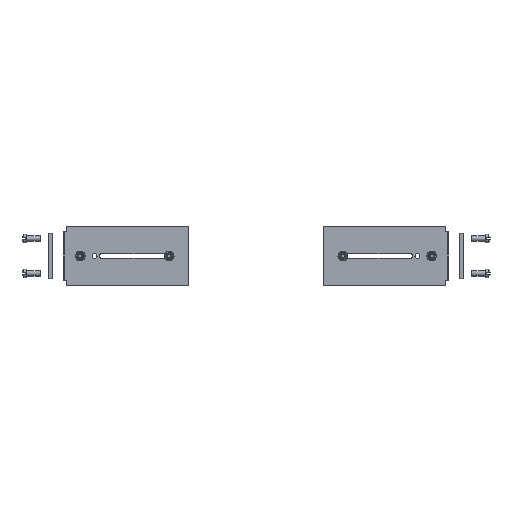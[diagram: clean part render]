
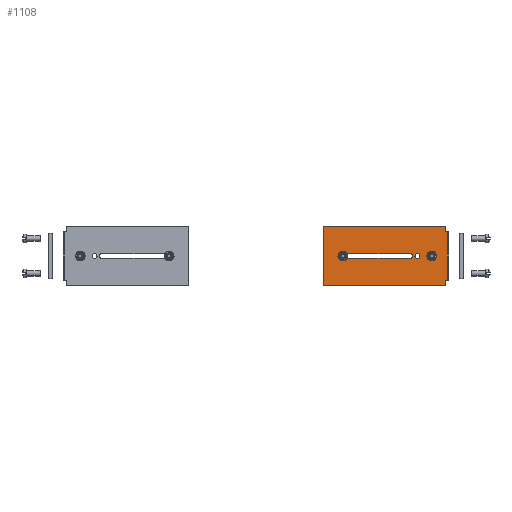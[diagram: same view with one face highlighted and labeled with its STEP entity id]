
A CAD part, front view. The second image highlights one B-rep face of the part: STEP entity #1108.
In plain terms, the highlighted face is planar.
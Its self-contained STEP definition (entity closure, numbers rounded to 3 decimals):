
#472=CARTESIAN_POINT('',(-95.05,1.45,-2.25));
#473=VERTEX_POINT('',#472);
#474=CARTESIAN_POINT('',(-33.75,1.45,-2.25));
#475=VERTEX_POINT('',#474);
#476=CARTESIAN_POINT('',(-95.05,1.45,-2.25));
#477=DIRECTION('',(1.0,0.0,0.0));
#478=VECTOR('',#477,61.3);
#479=LINE('',#476,#478);
#480=EDGE_CURVE('',#473,#475,#479,.T.);
#512=CARTESIAN_POINT('',(-33.75,1.45,2.25));
#513=VERTEX_POINT('',#512);
#514=CARTESIAN_POINT('',(-33.75,1.45,0.));
#515=DIRECTION('',(0.0,-1.0,0.0));
#516=DIRECTION('',(0.0,0.0,1.0));
#517=AXIS2_PLACEMENT_3D('',#514,#515,#516);
#518=CIRCLE('',#517,2.25);
#519=EDGE_CURVE('',#475,#513,#518,.T.);
#545=CARTESIAN_POINT('',(-95.05,1.45,2.25));
#546=VERTEX_POINT('',#545);
#547=CARTESIAN_POINT('',(-33.75,1.45,2.25));
#548=DIRECTION('',(-1.0,0.0,0.0));
#549=VECTOR('',#548,61.3);
#550=LINE('',#547,#549);
#551=EDGE_CURVE('',#513,#546,#550,.T.);
#576=CARTESIAN_POINT('',(-95.05,1.45,0.));
#577=DIRECTION('',(0.0,-1.0,0.0));
#578=DIRECTION('',(0.0,0.0,-1.0));
#579=AXIS2_PLACEMENT_3D('',#576,#577,#578);
#580=CIRCLE('',#579,2.25);
#581=EDGE_CURVE('',#546,#473,#580,.T.);
#600=CARTESIAN_POINT('',(-24.8,1.45,0.));
#601=VERTEX_POINT('',#600);
#602=CARTESIAN_POINT('',(-27.05,1.45,0.0));
#603=DIRECTION('',(0.0,-1.0,0.0));
#604=DIRECTION('',(-1.0,0.0,0.0));
#605=AXIS2_PLACEMENT_3D('',#602,#603,#604);
#606=CIRCLE('',#605,2.25);
#607=EDGE_CURVE('',#601,#601,#606,.T.);
#628=CARTESIAN_POINT('',(-11.8,1.45,0.));
#629=VERTEX_POINT('',#628);
#630=CARTESIAN_POINT('',(-14.05,1.45,0.));
#631=DIRECTION('',(0.0,-1.0,0.0));
#632=DIRECTION('',(-1.0,0.0,0.0));
#633=AXIS2_PLACEMENT_3D('',#630,#631,#632);
#634=CIRCLE('',#633,2.25);
#635=EDGE_CURVE('',#629,#629,#634,.T.);
#802=CARTESIAN_POINT('',(-1.55,1.45,-22.25));
#803=VERTEX_POINT('',#802);
#804=CARTESIAN_POINT('',(-1.55,1.45,-27.0));
#805=VERTEX_POINT('',#804);
#806=CARTESIAN_POINT('',(-1.55,1.45,-22.25));
#807=DIRECTION('',(0.0,0.0,-1.0));
#808=VECTOR('',#807,4.75);
#809=LINE('',#806,#808);
#810=EDGE_CURVE('',#803,#805,#809,.T.);
#835=CARTESIAN_POINT('',(0.0,1.45,-22.25));
#836=VERTEX_POINT('',#835);
#837=CARTESIAN_POINT('',(0.0,1.45,-22.25));
#838=DIRECTION('',(-1.0,0.0,0.0));
#839=VECTOR('',#838,1.55);
#840=LINE('',#837,#839);
#841=EDGE_CURVE('',#836,#803,#840,.T.);
#877=CARTESIAN_POINT('',(-113.15,1.45,-27.0));
#878=VERTEX_POINT('',#877);
#885=CARTESIAN_POINT('',(-1.55,1.45,-27.0));
#886=DIRECTION('',(-1.0,0.0,0.0));
#887=VECTOR('',#886,111.6);
#888=LINE('',#885,#887);
#889=EDGE_CURVE('',#805,#878,#888,.T.);
#1003=CARTESIAN_POINT('',(-1.55,1.45,27.0));
#1004=VERTEX_POINT('',#1003);
#1005=CARTESIAN_POINT('',(-1.55,1.45,22.25));
#1006=VERTEX_POINT('',#1005);
#1007=CARTESIAN_POINT('',(-1.55,1.45,27.0));
#1008=DIRECTION('',(0.0,0.0,-1.0));
#1009=VECTOR('',#1008,4.75);
#1010=LINE('',#1007,#1009);
#1011=EDGE_CURVE('',#1004,#1006,#1010,.T.);
#1036=CARTESIAN_POINT('',(0.0,1.45,22.25));
#1037=VERTEX_POINT('',#1036);
#1038=CARTESIAN_POINT('',(-1.55,1.45,22.25));
#1039=DIRECTION('',(1.0,0.0,0.0));
#1040=VECTOR('',#1039,1.55);
#1041=LINE('',#1038,#1040);
#1042=EDGE_CURVE('',#1006,#1037,#1041,.T.);
#1064=CARTESIAN_POINT('',(-113.15,1.45,0.0));
#1065=DIRECTION('',(0.0,1.0,0.0));
#1066=DIRECTION('',(0.0,0.0,1.0));
#1067=AXIS2_PLACEMENT_3D('',#1064,#1065,#1066);
#1068=PLANE('',#1067);
#1069=ORIENTED_EDGE('',*,*,#810,.T.);
#1070=ORIENTED_EDGE('',*,*,#889,.T.);
#1071=CARTESIAN_POINT('',(-113.15,1.45,27.0));
#1072=VERTEX_POINT('',#1071);
#1073=CARTESIAN_POINT('',(-113.15,1.45,-27.0));
#1074=DIRECTION('',(0.0,0.0,1.0));
#1075=VECTOR('',#1074,54.0);
#1076=LINE('',#1073,#1075);
#1077=EDGE_CURVE('',#878,#1072,#1076,.T.);
#1078=ORIENTED_EDGE('',*,*,#1077,.T.);
#1079=CARTESIAN_POINT('',(-113.15,1.45,27.0));
#1080=DIRECTION('',(1.0,0.0,0.0));
#1081=VECTOR('',#1080,111.6);
#1082=LINE('',#1079,#1081);
#1083=EDGE_CURVE('',#1072,#1004,#1082,.T.);
#1084=ORIENTED_EDGE('',*,*,#1083,.T.);
#1085=ORIENTED_EDGE('',*,*,#1011,.T.);
#1086=ORIENTED_EDGE('',*,*,#1042,.T.);
#1087=CARTESIAN_POINT('',(0.0,1.45,-22.25));
#1088=DIRECTION('',(0.0,0.0,1.0));
#1089=VECTOR('',#1088,44.5);
#1090=LINE('',#1087,#1089);
#1091=EDGE_CURVE('',#836,#1037,#1090,.T.);
#1092=ORIENTED_EDGE('',*,*,#1091,.F.);
#1093=ORIENTED_EDGE('',*,*,#841,.T.);
#1094=EDGE_LOOP('',(#1069,#1070,#1078,#1084,#1085,#1086,#1092,#1093));
#1095=FACE_OUTER_BOUND('',#1094,.T.);
#1096=ORIENTED_EDGE('',*,*,#551,.T.);
#1097=ORIENTED_EDGE('',*,*,#581,.T.);
#1098=ORIENTED_EDGE('',*,*,#480,.T.);
#1099=ORIENTED_EDGE('',*,*,#519,.T.);
#1100=EDGE_LOOP('',(#1096,#1097,#1098,#1099));
#1101=FACE_BOUND('',#1100,.T.);
#1102=ORIENTED_EDGE('',*,*,#607,.T.);
#1103=EDGE_LOOP('',(#1102));
#1104=FACE_BOUND('',#1103,.T.);
#1105=ORIENTED_EDGE('',*,*,#635,.T.);
#1106=EDGE_LOOP('',(#1105));
#1107=FACE_BOUND('',#1106,.T.);
#1108=ADVANCED_FACE('',(#1095,#1101,#1104,#1107),#1068,.T.);
